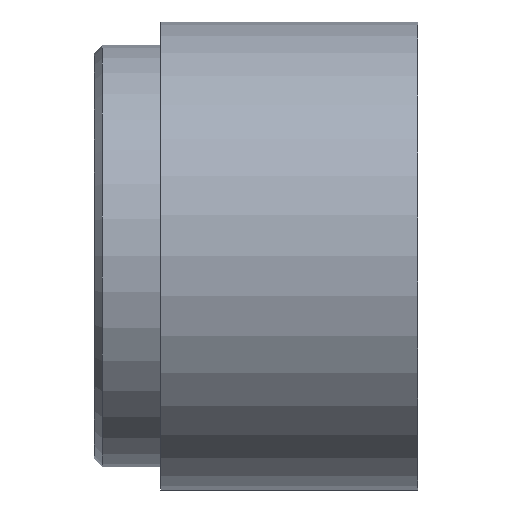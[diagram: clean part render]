
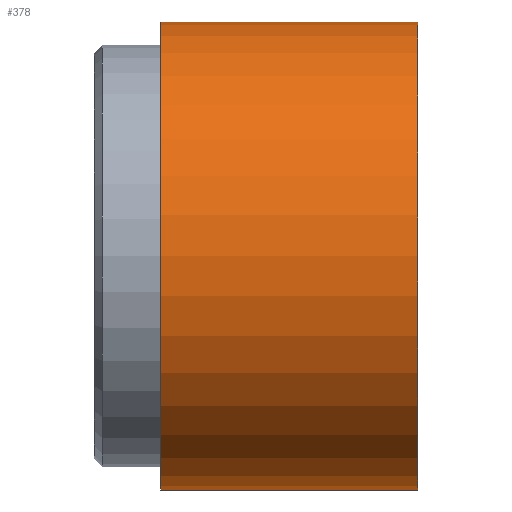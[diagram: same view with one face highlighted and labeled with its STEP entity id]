
A CAD part, top view. The second image highlights one B-rep face of the part: STEP entity #378.
In plain terms, the highlighted cylindrical face has radius 14.1 mm (diameter 28.2 mm), a partial arc.
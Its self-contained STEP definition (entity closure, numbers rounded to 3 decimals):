
#42=CARTESIAN_POINT('',(5.,0.,0.));
#43=DIRECTION('',(1.,0.,0.));
#44=DIRECTION('',(0.,1.,0.));
#45=AXIS2_PLACEMENT_3D('',#42,#43,#44);
#52=DIRECTION('',(1.,0.,0.));
#53=VECTOR('',#52,15.5);
#54=CARTESIAN_POINT('',(5.,-14.1,0.));
#55=LINE('',#54,#53);
#66=CARTESIAN_POINT('',(20.5,0.,0.));
#67=DIRECTION('',(1.,0.,0.));
#68=DIRECTION('',(0.,1.,0.));
#69=AXIS2_PLACEMENT_3D('',#66,#67,#68);
#71=DIRECTION('',(1.,0.,0.));
#72=VECTOR('',#71,15.5);
#73=CARTESIAN_POINT('',(5.,14.1,0.));
#74=LINE('',#73,#72);
#205=CARTESIAN_POINT('',(5.,-14.1,0.));
#206=CARTESIAN_POINT('',(5.,14.1,0.));
#207=VERTEX_POINT('',#205);
#208=VERTEX_POINT('',#206);
#225=CARTESIAN_POINT('',(20.5,-14.1,0.));
#226=CARTESIAN_POINT('',(20.5,14.1,0.));
#227=VERTEX_POINT('',#225);
#228=VERTEX_POINT('',#226);
#367=CARTESIAN_POINT('',(5.,0.,0.));
#368=DIRECTION('',(1.,0.,0.));
#369=DIRECTION('',(0.,-1.,0.));
#370=AXIS2_PLACEMENT_3D('',#367,#368,#369);
#371=CYLINDRICAL_SURFACE('',#370,14.1);
#372=ORIENTED_EDGE('',*,*,#356,.T.);
#373=ORIENTED_EDGE('',*,*,#345,.F.);
#374=ORIENTED_EDGE('',*,*,#326,.F.);
#375=ORIENTED_EDGE('',*,*,#342,.T.);
#376=EDGE_LOOP('',(#372,#373,#374,#375));
#377=FACE_OUTER_BOUND('',#376,.F.);
#378=ADVANCED_FACE('',(#377),#371,.T.);
#46=CIRCLE('',#45,14.1);
#70=CIRCLE('',#69,14.1);
#326=EDGE_CURVE('',#208,#207,#46,.T.);
#342=EDGE_CURVE('',#208,#228,#74,.T.);
#345=EDGE_CURVE('',#207,#227,#55,.T.);
#356=EDGE_CURVE('',#228,#227,#70,.T.);
